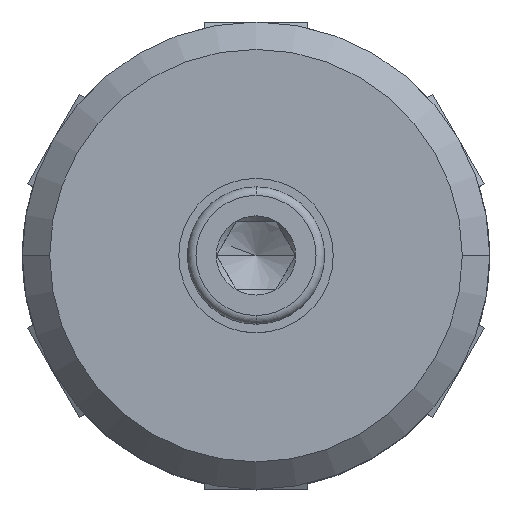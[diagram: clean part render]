
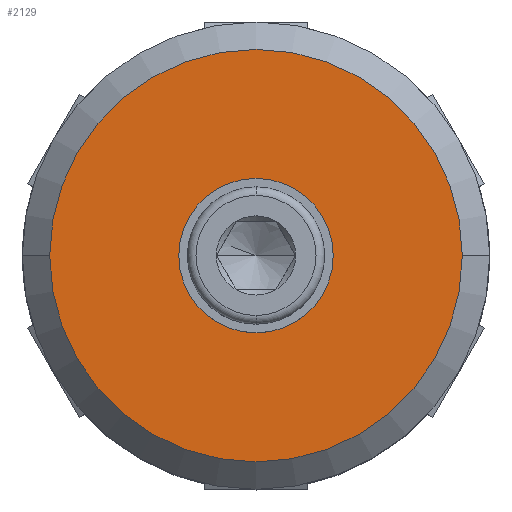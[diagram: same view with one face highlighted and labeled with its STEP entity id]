
A CAD part, top view. The second image highlights one B-rep face of the part: STEP entity #2129.
In plain terms, the highlighted planar face has unit normal (0, 0, 1).
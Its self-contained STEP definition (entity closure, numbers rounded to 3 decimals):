
#1149=EDGE_CURVE('',#2175,#1721,#3344,.T.);
#1721=VERTEX_POINT('',#3974);
#1975=EDGE_CURVE('',#2825,#3125,#4252,.T.);
#2129=ADVANCED_FACE('',(#4418,#4419),#4420,.T.);
#2175=VERTEX_POINT('',#4474);
#2503=EDGE_CURVE('',#3125,#2825,#4840,.T.);
#2635=EDGE_CURVE('',#1721,#2175,#4980,.T.);
#2825=VERTEX_POINT('',#5190);
#3125=VERTEX_POINT('',#5522);
#3344=CIRCLE('',#5792,9.0);
#3974=CARTESIAN_POINT('',(-9.0,0.,49.7));
#4252=CIRCLE('',#7564,24.05);
#4418=FACE_OUTER_BOUND('',#7880,.T.);
#4419=FACE_BOUND('',#7881,.T.);
#4420=PLANE('',#7882);
#4474=CARTESIAN_POINT('',(9.0,0.0,49.7));
#4840=CIRCLE('',#8645,24.05);
#4980=CIRCLE('',#8968,9.0);
#5190=CARTESIAN_POINT('',(24.05,0.0,49.7));
#5522=CARTESIAN_POINT('',(-24.05,0.,49.7));
#5792=AXIS2_PLACEMENT_3D('',#10396,#10397,#10398);
#7564=AXIS2_PLACEMENT_3D('',#11417,#11418,#11419);
#7880=EDGE_LOOP('',(#11578,#11579));
#7881=EDGE_LOOP('',(#11580,#11581));
#7882=AXIS2_PLACEMENT_3D('',#11582,#11583,#11584);
#8645=AXIS2_PLACEMENT_3D('',#12115,#12116,#12117);
#8968=AXIS2_PLACEMENT_3D('',#12221,#12222,#12223);
#10396=CARTESIAN_POINT('',(0.0,0.0,49.7));
#10397=DIRECTION('',(0.0,0.0,-1.0));
#10398=DIRECTION('',(1.0,0.0,0.0));
#11417=CARTESIAN_POINT('',(0.0,0.0,49.7));
#11418=DIRECTION('',(0.0,0.,-1.0));
#11419=DIRECTION('',(1.0,0.0,0.0));
#11578=ORIENTED_EDGE('',*,*,#1975,.F.);
#11579=ORIENTED_EDGE('',*,*,#2503,.F.);
#11580=ORIENTED_EDGE('',*,*,#1149,.T.);
#11581=ORIENTED_EDGE('',*,*,#2635,.T.);
#11582=CARTESIAN_POINT('',(12.025,0.0,49.7));
#11583=DIRECTION('',(0.0,0.,1.0));
#11584=DIRECTION('',(-1.0,0.0,0.0));
#12115=CARTESIAN_POINT('',(0.0,0.0,49.7));
#12116=DIRECTION('',(0.0,0.,-1.0));
#12117=DIRECTION('',(1.0,0.0,0.0));
#12221=CARTESIAN_POINT('',(0.0,0.0,49.7));
#12222=DIRECTION('',(0.0,0.0,-1.0));
#12223=DIRECTION('',(1.0,0.0,0.0));
